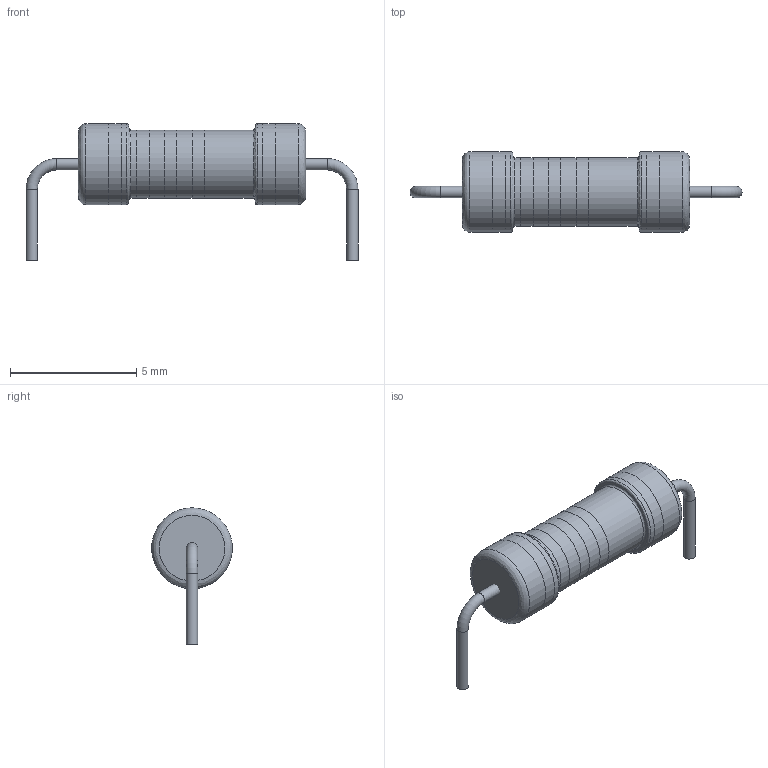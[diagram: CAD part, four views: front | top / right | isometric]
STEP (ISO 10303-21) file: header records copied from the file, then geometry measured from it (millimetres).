
FILE_DESCRIPTION(('FreeCAD Model'),'2;1');
FILE_NAME('Terminales 12.7mm_sp.step','2018-05-01T22:56:11',('kicad StepUp'),('ksu MCAD'), 'Open CASCADE STEP processor 7.1','FreeCAD','Unknown');
FILE_SCHEMA(('AUTOMOTIVE_DESIGN { 1 0 10303 214 1 1 1 1 }'));
Length unit declared in the file: millimetre
Products named in the file (1): Terminales_12.7mm_sp
Bounding box: 13.15 x 3.2 x 5.4 mm (x, y, z)
Volume: 63.5 mm3; surface area: 260.3 mm2
Topology: 12 solids, 12 shells, 50 faces, 62 edges, 38 vertices
Faces by surface type: plane 26, cylinder 16, revolution 6, torus 2
Full cylindrical faces by diameter (mm): 0.45 x3, 2.7 x7, 3.2 x6
Entity records: 1381 total; most frequent: DIRECTION 216, CARTESIAN_POINT 157, ORIENTED_EDGE 124, AXIS2_PLACEMENT_3D 97, EDGE_CURVE 62, FACE_BOUND 52, EDGE_LOOP 52, CIRCLE 52
